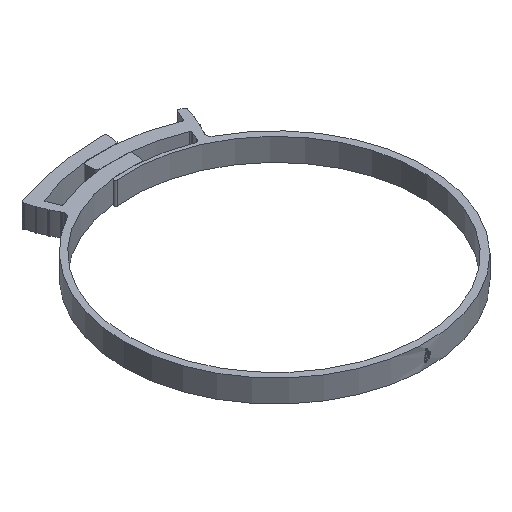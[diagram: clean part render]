
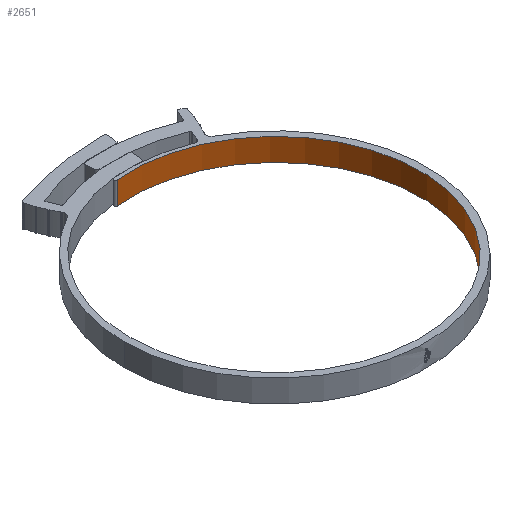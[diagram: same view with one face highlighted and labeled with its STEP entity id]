
A CAD part, isometric view. The second image highlights one B-rep face of the part: STEP entity #2651.
In plain terms, the highlighted cylindrical face has radius 55.2 mm (diameter 110.4 mm), a partial arc.
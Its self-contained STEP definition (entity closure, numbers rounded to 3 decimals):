
#161 = DIRECTION ( 'NONE',  ( 0., 0., -1. ) ) ;
#505 = EDGE_CURVE ( 'NONE', #1116, #4745, #4998, .T. ) ;
#749 = CARTESIAN_POINT ( 'NONE',  ( -55.2, 0., 4.3 ) ) ;
#853 = ORIENTED_EDGE ( 'NONE', *, *, #505, .T. ) ;
#1036 = AXIS2_PLACEMENT_3D ( 'NONE', #1043, #1590, #3634 ) ;
#1043 = CARTESIAN_POINT ( 'NONE',  ( 0., 0., 4.3 ) ) ;
#1116 = VERTEX_POINT ( 'NONE', #3446 ) ;
#1433 = EDGE_CURVE ( 'NONE', #1116, #4801, #1997, .T. ) ;
#1590 = DIRECTION ( 'NONE',  ( 0., 0., -1. ) ) ;
#1845 = VERTEX_POINT ( 'NONE', #4500 ) ;
#1997 = CIRCLE ( 'NONE', #3507, 55.2 ) ;
#2023 = ORIENTED_EDGE ( 'NONE', *, *, #2191, .T. ) ;
#2070 = DIRECTION ( 'NONE',  ( -1., 0., 0. ) ) ;
#2191 = EDGE_CURVE ( 'NONE', #4745, #1845, #5614, .T. ) ;
#2207 = DIRECTION ( 'NONE',  ( -1., 0., 0. ) ) ;
#2216 = ORIENTED_EDGE ( 'NONE', *, *, #3724, .F. ) ;
#2279 = ORIENTED_EDGE ( 'NONE', *, *, #1433, .F. ) ;
#2651 = ADVANCED_FACE ( 'NONE', ( #4197 ), #3700, .F. ) ;
#2878 = DIRECTION ( 'NONE',  ( 0., 0., -1. ) ) ;
#2952 = VECTOR ( 'NONE', #2878, 1000. ) ;
#2959 = EDGE_LOOP ( 'NONE', ( #2023, #2216, #2279, #853 ) ) ;
#3446 = CARTESIAN_POINT ( 'NONE',  ( -5.6, 54.915, 4.3 ) ) ;
#3507 = AXIS2_PLACEMENT_3D ( 'NONE', #5101, #4090, #2070 ) ;
#3634 = DIRECTION ( 'NONE',  ( -1., 0., 0. ) ) ;
#3690 = CARTESIAN_POINT ( 'NONE',  ( 0., 0., -4.3 ) ) ;
#3700 = CYLINDRICAL_SURFACE ( 'NONE', #1036, 55.2 ) ;
#3724 = EDGE_CURVE ( 'NONE', #4801, #1845, #5390, .T. ) ;
#4090 = DIRECTION ( 'NONE',  ( 0., 0., -1. ) ) ;
#4197 = FACE_OUTER_BOUND ( 'NONE', #2959, .T. ) ;
#4423 = DIRECTION ( 'NONE',  ( 0., 0., -1. ) ) ;
#4436 = CARTESIAN_POINT ( 'NONE',  ( -5.6, 54.915, -4.3 ) ) ;
#4500 = CARTESIAN_POINT ( 'NONE',  ( -55.2, 0., -4.3 ) ) ;
#4745 = VERTEX_POINT ( 'NONE', #4436 ) ;
#4801 = VERTEX_POINT ( 'NONE', #4921 ) ;
#4921 = CARTESIAN_POINT ( 'NONE',  ( -55.2, 0., 4.3 ) ) ;
#4932 = CARTESIAN_POINT ( 'NONE',  ( -5.6, 54.915, 4.3 ) ) ;
#4966 = VECTOR ( 'NONE', #4423, 1000. ) ;
#4998 = LINE ( 'NONE', #4932, #4966 ) ;
#5101 = CARTESIAN_POINT ( 'NONE',  ( 0., 0., 4.3 ) ) ;
#5192 = AXIS2_PLACEMENT_3D ( 'NONE', #3690, #161, #2207 ) ;
#5390 = LINE ( 'NONE', #749, #2952 ) ;
#5614 = CIRCLE ( 'NONE', #5192, 55.2 ) ;
